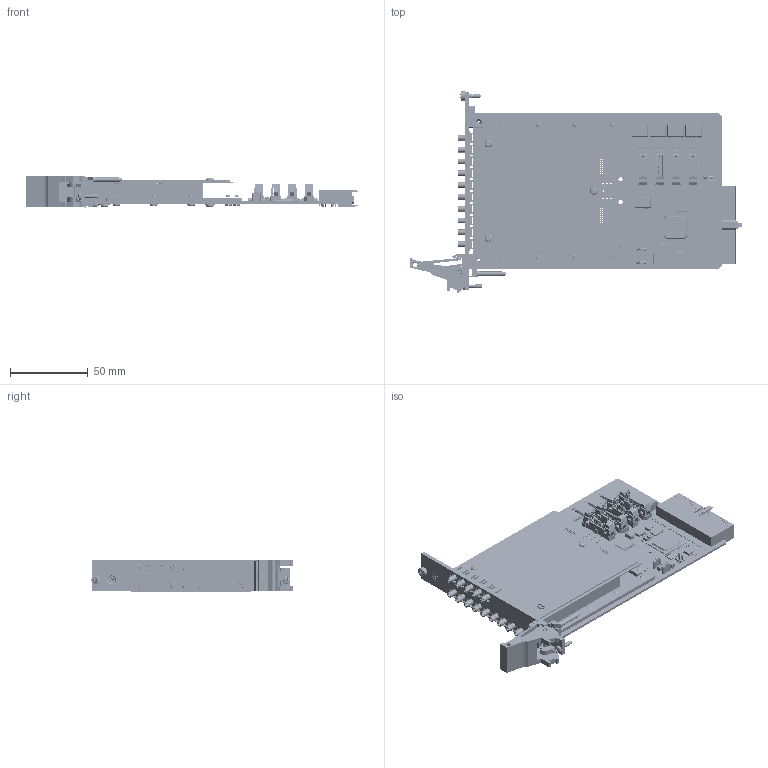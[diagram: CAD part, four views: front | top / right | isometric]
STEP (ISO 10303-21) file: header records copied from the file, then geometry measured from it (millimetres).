
FILE_DESCRIPTION (( 'STEP AP214' ), '1' );
FILE_NAME ('40-832-003 PXI 1 SLT Triple 4CH 75Ohm SMB MUX.STEP', '2013-09-11T08:51:01', ( 'admin' ), ( '' ), 'SwSTEP 2.0', 'SolidWorks 2012', '' );
FILE_SCHEMA (( 'AUTOMOTIVE_DESIGN' ));
Length unit declared in the file: millimetre
Products named in the file (1): 40-832-003 PXI 1 SLT Triple 4CH 75Ohm SMB MUX
Bounding box: 214.01 x 129.67 x 20.07 mm (x, y, z)
Surface area: 87166.4 mm2 (no closed solid volume)
Topology: 0 solids, 669 shells, 4157 faces, 18279 edges, 14255 vertices
Faces by surface type: plane 3086, cylinder 818, cone 140, torus 81, bspline 25, sphere 7
Full cylindrical faces by diameter (mm): 0.2 x1, 0.6 x110, 0.762 x45, 0.8 x68, 0.9 x12, 1 x6, 1.496 x2, 1.524 x8, 2 x5, 2.05 x1, 2.08 x15, 2.45 x6, 2.5 x3, 2.6 x1, 2.7 x4, 2.8 x1, 3 x3, 3.21 x15, 3.71 x30, 3.8 x1, 4.7 x1, 4.85 x16, 5 x3, 5.3 x1, 6 x1, 6.1 x1, 6.8 x3, 7 x30
Entity records: 236081 total; most frequent: CARTESIAN_POINT 47190, DIRECTION 28400, ORIENTED_EDGE 24126, EDGE_CURVE 17564, VERTEX_POINT 14123, LINE 13378, VECTOR 13378, AXIS2_PLACEMENT_3D 7511
